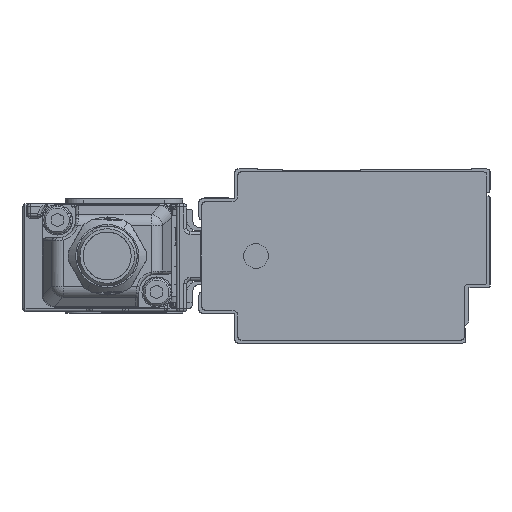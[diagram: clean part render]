
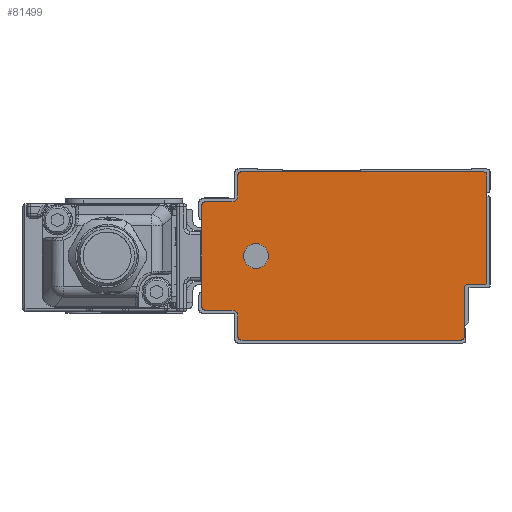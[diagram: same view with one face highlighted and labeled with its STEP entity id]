
A CAD part, left-side view. The second image highlights one B-rep face of the part: STEP entity #81499.
In plain terms, the highlighted planar face has unit normal (-1, 0, 0).
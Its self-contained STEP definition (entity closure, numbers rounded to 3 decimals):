
#80115=AXIS2_PLACEMENT_3D('Circle Axis2P3D',#80113,#80114,$) ;
#80153=AXIS2_PLACEMENT_3D('Circle Axis2P3D',#80151,#80152,$) ;
#80191=AXIS2_PLACEMENT_3D('Circle Axis2P3D',#80189,#80190,$) ;
#80229=AXIS2_PLACEMENT_3D('Circle Axis2P3D',#80227,#80228,$) ;
#81382=AXIS2_PLACEMENT_3D('Plane Axis2P3D',#81379,#81380,#81381) ;
#81386=AXIS2_PLACEMENT_3D('Circle Axis2P3D',#81384,#81385,$) ;
#81400=AXIS2_PLACEMENT_3D('Circle Axis2P3D',#81398,#81399,$) ;
#81414=AXIS2_PLACEMENT_3D('Circle Axis2P3D',#81412,#81413,$) ;
#81428=AXIS2_PLACEMENT_3D('Circle Axis2P3D',#81426,#81427,$) ;
#81442=AXIS2_PLACEMENT_3D('Circle Axis2P3D',#81440,#81441,$) ;
#81456=AXIS2_PLACEMENT_3D('Circle Axis2P3D',#81454,#81455,$) ;
#81483=AXIS2_PLACEMENT_3D('Circle Axis2P3D',#81481,#81482,$) ;
#81492=AXIS2_PLACEMENT_3D('Circle Axis2P3D',#81490,#81491,$) ;
#80071=CARTESIAN_POINT('Line Origine',(-375.5,44.,14.5)) ;
#80075=CARTESIAN_POINT('Vertex',(-375.5,44.,6.)) ;
#80077=CARTESIAN_POINT('Vertex',(-375.5,44.,23.)) ;
#80113=CARTESIAN_POINT('Axis2P3D Location',(-375.5,43.5,23.)) ;
#80117=CARTESIAN_POINT('Vertex',(-375.5,43.5,23.5)) ;
#80132=CARTESIAN_POINT('Line Origine',(-375.5,41.25,23.5)) ;
#80136=CARTESIAN_POINT('Vertex',(-375.5,39.,23.5)) ;
#80151=CARTESIAN_POINT('Axis2P3D Location',(-375.5,39.,24.5)) ;
#80155=CARTESIAN_POINT('Vertex',(-375.5,38.,24.5)) ;
#80170=CARTESIAN_POINT('Line Origine',(-375.5,38.,26.25)) ;
#80174=CARTESIAN_POINT('Vertex',(-375.5,38.,28.)) ;
#80189=CARTESIAN_POINT('Axis2P3D Location',(-375.5,37.5,28.)) ;
#80193=CARTESIAN_POINT('Vertex',(-375.5,37.5,28.5)) ;
#80208=CARTESIAN_POINT('Line Origine',(-375.5,17.25,28.5)) ;
#80212=CARTESIAN_POINT('Vertex',(-375.5,-3.,28.5)) ;
#80227=CARTESIAN_POINT('Axis2P3D Location',(-375.5,-3.,28.)) ;
#80231=CARTESIAN_POINT('Vertex',(-375.5,-3.5,28.)) ;
#80246=CARTESIAN_POINT('Line Origine',(-375.5,-3.5,19.1)) ;
#80250=CARTESIAN_POINT('Vertex',(-375.5,-3.5,10.2)) ;
#81379=CARTESIAN_POINT('Axis2P3D Location',(-375.5,0.,0.)) ;
#81384=CARTESIAN_POINT('Axis2P3D Location',(-375.5,43.5,6.)) ;
#81388=CARTESIAN_POINT('Vertex',(-375.5,43.5,5.5)) ;
#81391=CARTESIAN_POINT('Line Origine',(-375.5,41.25,5.5)) ;
#81395=CARTESIAN_POINT('Vertex',(-375.5,39.,5.5)) ;
#81398=CARTESIAN_POINT('Axis2P3D Location',(-375.5,39.,4.5)) ;
#81402=CARTESIAN_POINT('Vertex',(-375.5,38.,4.5)) ;
#81405=CARTESIAN_POINT('Line Origine',(-375.5,38.,2.75)) ;
#81409=CARTESIAN_POINT('Vertex',(-375.5,38.,1.)) ;
#81412=CARTESIAN_POINT('Axis2P3D Location',(-375.5,37.5,1.)) ;
#81416=CARTESIAN_POINT('Vertex',(-375.5,37.5,0.5)) ;
#81419=CARTESIAN_POINT('Line Origine',(-375.5,19.15,0.5)) ;
#81423=CARTESIAN_POINT('Vertex',(-375.5,0.8,0.5)) ;
#81426=CARTESIAN_POINT('Axis2P3D Location',(-375.5,0.8,1.)) ;
#81430=CARTESIAN_POINT('Vertex',(-375.5,0.3,1.)) ;
#81433=CARTESIAN_POINT('Line Origine',(-375.5,0.3,5.1)) ;
#81437=CARTESIAN_POINT('Vertex',(-375.5,0.3,9.2)) ;
#81440=CARTESIAN_POINT('Axis2P3D Location',(-375.5,-0.2,9.2)) ;
#81444=CARTESIAN_POINT('Vertex',(-375.5,-0.2,9.7)) ;
#81447=CARTESIAN_POINT('Line Origine',(-375.5,-1.6,9.7)) ;
#81451=CARTESIAN_POINT('Vertex',(-375.5,-3.,9.7)) ;
#81454=CARTESIAN_POINT('Axis2P3D Location',(-375.5,-3.,10.2)) ;
#81481=CARTESIAN_POINT('Axis2P3D Location',(-375.5,35.,14.5)) ;
#81485=CARTESIAN_POINT('Vertex',(-375.5,33.186,13.509)) ;
#81487=CARTESIAN_POINT('Vertex',(-375.5,36.814,15.491)) ;
#81490=CARTESIAN_POINT('Axis2P3D Location',(-375.5,35.,14.5)) ;
#80072=DIRECTION('Vector Direction',(0.,0.,1.)) ;
#80114=DIRECTION('Axis2P3D Direction',(1.,0.,0.)) ;
#80133=DIRECTION('Vector Direction',(0.,1.,0.)) ;
#80152=DIRECTION('Axis2P3D Direction',(1.,0.,0.)) ;
#80171=DIRECTION('Vector Direction',(0.,0.,1.)) ;
#80190=DIRECTION('Axis2P3D Direction',(1.,0.,0.)) ;
#80209=DIRECTION('Vector Direction',(0.,1.,0.)) ;
#80228=DIRECTION('Axis2P3D Direction',(1.,0.,-0.)) ;
#80247=DIRECTION('Vector Direction',(0.,0.,-1.)) ;
#81380=DIRECTION('Axis2P3D Direction',(1.,0.,0.)) ;
#81381=DIRECTION('Axis2P3D XDirection',(0.,1.,0.)) ;
#81385=DIRECTION('Axis2P3D Direction',(1.,0.,0.)) ;
#81392=DIRECTION('Vector Direction',(0.,-1.,0.)) ;
#81399=DIRECTION('Axis2P3D Direction',(1.,0.,0.)) ;
#81406=DIRECTION('Vector Direction',(0.,0.,1.)) ;
#81413=DIRECTION('Axis2P3D Direction',(1.,0.,0.)) ;
#81420=DIRECTION('Vector Direction',(0.,-1.,0.)) ;
#81427=DIRECTION('Axis2P3D Direction',(1.,0.,0.)) ;
#81434=DIRECTION('Vector Direction',(0.,0.,-1.)) ;
#81441=DIRECTION('Axis2P3D Direction',(1.,0.,0.)) ;
#81448=DIRECTION('Vector Direction',(0.,1.,0.)) ;
#81455=DIRECTION('Axis2P3D Direction',(1.,0.,0.)) ;
#81482=DIRECTION('Axis2P3D Direction',(1.,0.,0.)) ;
#81491=DIRECTION('Axis2P3D Direction',(1.,0.,0.)) ;
#80073=VECTOR('Line Direction',#80072,1.) ;
#80134=VECTOR('Line Direction',#80133,1.) ;
#80172=VECTOR('Line Direction',#80171,1.) ;
#80210=VECTOR('Line Direction',#80209,1.) ;
#80248=VECTOR('Line Direction',#80247,1.) ;
#81393=VECTOR('Line Direction',#81392,1.) ;
#81407=VECTOR('Line Direction',#81406,1.) ;
#81421=VECTOR('Line Direction',#81420,1.) ;
#81435=VECTOR('Line Direction',#81434,1.) ;
#81449=VECTOR('Line Direction',#81448,1.) ;
#81460=ORIENTED_EDGE('',*,*,#80214,.F.) ;
#81461=ORIENTED_EDGE('',*,*,#80195,.F.) ;
#81462=ORIENTED_EDGE('',*,*,#80176,.F.) ;
#81463=ORIENTED_EDGE('',*,*,#80157,.F.) ;
#81464=ORIENTED_EDGE('',*,*,#80138,.F.) ;
#81465=ORIENTED_EDGE('',*,*,#80119,.F.) ;
#81466=ORIENTED_EDGE('',*,*,#80079,.F.) ;
#81467=ORIENTED_EDGE('',*,*,#81390,.F.) ;
#81468=ORIENTED_EDGE('',*,*,#81397,.F.) ;
#81469=ORIENTED_EDGE('',*,*,#81404,.F.) ;
#81470=ORIENTED_EDGE('',*,*,#81411,.F.) ;
#81471=ORIENTED_EDGE('',*,*,#81418,.F.) ;
#81472=ORIENTED_EDGE('',*,*,#81425,.F.) ;
#81473=ORIENTED_EDGE('',*,*,#81432,.F.) ;
#81474=ORIENTED_EDGE('',*,*,#81439,.F.) ;
#81475=ORIENTED_EDGE('',*,*,#81446,.F.) ;
#81476=ORIENTED_EDGE('',*,*,#81453,.F.) ;
#81477=ORIENTED_EDGE('',*,*,#81458,.F.) ;
#81478=ORIENTED_EDGE('',*,*,#80252,.F.) ;
#81479=ORIENTED_EDGE('',*,*,#80233,.F.) ;
#81496=ORIENTED_EDGE('',*,*,#81489,.T.) ;
#81497=ORIENTED_EDGE('',*,*,#81494,.T.) ;
#81498=FACE_BOUND('',#81495,.T.) ;
#81499=ADVANCED_FACE('\X2\FF8EFF9EFF83FF9EFF68FF70\X0\.2',(#81480,#81498),#81383,.F.) ;
#80116=CIRCLE('generated circle',#80115,0.5) ;
#80154=CIRCLE('generated circle',#80153,1.) ;
#80192=CIRCLE('generated circle',#80191,0.5) ;
#80230=CIRCLE('generated circle',#80229,0.5) ;
#81387=CIRCLE('generated circle',#81386,0.5) ;
#81401=CIRCLE('generated circle',#81400,1.) ;
#81415=CIRCLE('generated circle',#81414,0.5) ;
#81429=CIRCLE('generated circle',#81428,0.5) ;
#81443=CIRCLE('generated circle',#81442,0.5) ;
#81457=CIRCLE('generated circle',#81456,0.5) ;
#81484=CIRCLE('generated circle',#81483,2.067) ;
#81493=CIRCLE('generated circle',#81492,2.067) ;
#80079=EDGE_CURVE('',#80076,#80078,#80074,.T.) ;
#80119=EDGE_CURVE('',#80078,#80118,#80116,.T.) ;
#80138=EDGE_CURVE('',#80118,#80137,#80135,.F.) ;
#80157=EDGE_CURVE('',#80137,#80156,#80154,.F.) ;
#80176=EDGE_CURVE('',#80156,#80175,#80173,.T.) ;
#80195=EDGE_CURVE('',#80175,#80194,#80192,.T.) ;
#80214=EDGE_CURVE('',#80194,#80213,#80211,.F.) ;
#80233=EDGE_CURVE('',#80213,#80232,#80230,.T.) ;
#80252=EDGE_CURVE('',#80232,#80251,#80249,.T.) ;
#81390=EDGE_CURVE('',#81389,#80076,#81387,.T.) ;
#81397=EDGE_CURVE('',#81396,#81389,#81394,.F.) ;
#81404=EDGE_CURVE('',#81403,#81396,#81401,.F.) ;
#81411=EDGE_CURVE('',#81410,#81403,#81408,.T.) ;
#81418=EDGE_CURVE('',#81417,#81410,#81415,.T.) ;
#81425=EDGE_CURVE('',#81424,#81417,#81422,.F.) ;
#81432=EDGE_CURVE('',#81431,#81424,#81429,.T.) ;
#81439=EDGE_CURVE('',#81438,#81431,#81436,.T.) ;
#81446=EDGE_CURVE('',#81445,#81438,#81443,.F.) ;
#81453=EDGE_CURVE('',#81452,#81445,#81450,.T.) ;
#81458=EDGE_CURVE('',#80251,#81452,#81457,.T.) ;
#81489=EDGE_CURVE('',#81486,#81488,#81484,.T.) ;
#81494=EDGE_CURVE('',#81488,#81486,#81493,.T.) ;
#81459=EDGE_LOOP('',(#81460,#81461,#81462,#81463,#81464,#81465,#81466,#81467,#81468,#81469,#81470,#81471,#81472,#81473,#81474,#81475,#81476,#81477,#81478,#81479)) ;
#81495=EDGE_LOOP('',(#81496,#81497)) ;
#81480=FACE_OUTER_BOUND('',#81459,.T.) ;
#80074=LINE('Line',#80071,#80073) ;
#80135=LINE('Line',#80132,#80134) ;
#80173=LINE('Line',#80170,#80172) ;
#80211=LINE('Line',#80208,#80210) ;
#80249=LINE('Line',#80246,#80248) ;
#81394=LINE('Line',#81391,#81393) ;
#81408=LINE('Line',#81405,#81407) ;
#81422=LINE('Line',#81419,#81421) ;
#81436=LINE('Line',#81433,#81435) ;
#81450=LINE('Line',#81447,#81449) ;
#81383=PLANE('Plane',#81382) ;
#80076=VERTEX_POINT('',#80075) ;
#80078=VERTEX_POINT('',#80077) ;
#80118=VERTEX_POINT('',#80117) ;
#80137=VERTEX_POINT('',#80136) ;
#80156=VERTEX_POINT('',#80155) ;
#80175=VERTEX_POINT('',#80174) ;
#80194=VERTEX_POINT('',#80193) ;
#80213=VERTEX_POINT('',#80212) ;
#80232=VERTEX_POINT('',#80231) ;
#80251=VERTEX_POINT('',#80250) ;
#81389=VERTEX_POINT('',#81388) ;
#81396=VERTEX_POINT('',#81395) ;
#81403=VERTEX_POINT('',#81402) ;
#81410=VERTEX_POINT('',#81409) ;
#81417=VERTEX_POINT('',#81416) ;
#81424=VERTEX_POINT('',#81423) ;
#81431=VERTEX_POINT('',#81430) ;
#81438=VERTEX_POINT('',#81437) ;
#81445=VERTEX_POINT('',#81444) ;
#81452=VERTEX_POINT('',#81451) ;
#81486=VERTEX_POINT('',#81485) ;
#81488=VERTEX_POINT('',#81487) ;
